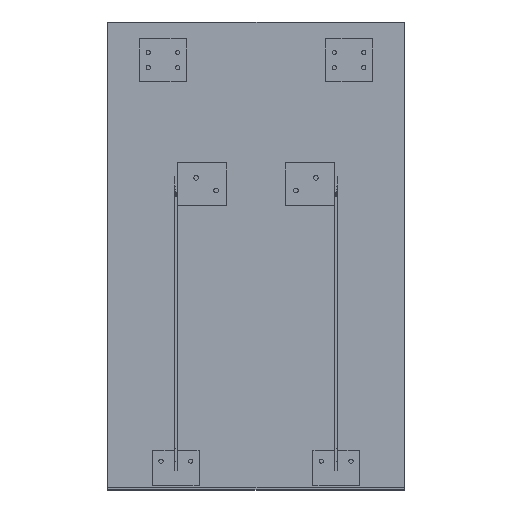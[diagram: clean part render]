
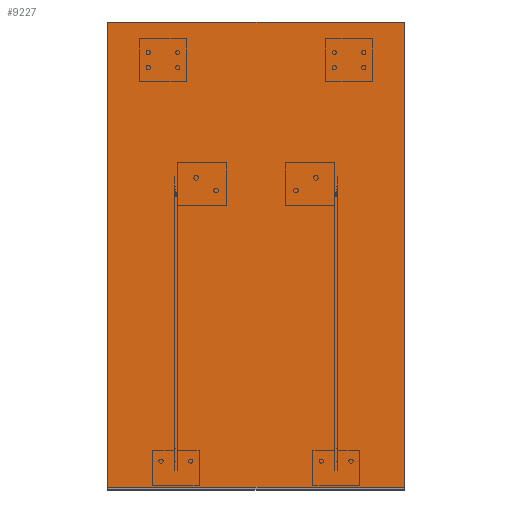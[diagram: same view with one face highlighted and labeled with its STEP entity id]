
A CAD part, top view. The second image highlights one B-rep face of the part: STEP entity #9227.
In plain terms, the highlighted face is planar.
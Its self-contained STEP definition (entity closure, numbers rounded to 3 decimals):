
#1806=FACE_OUTER_BOUND('',#2407,.T.);
#2407=EDGE_LOOP('',(#7947,#7948,#7949,#7950));
#3189=LINE('',#15169,#3952);
#3190=LINE('',#15171,#3953);
#3191=LINE('',#15173,#3954);
#3192=LINE('',#15174,#3955);
#3952=VECTOR('',#12426,10.);
#3953=VECTOR('',#12427,10.);
#3954=VECTOR('',#12428,10.);
#3955=VECTOR('',#12429,10.);
#4707=VERTEX_POINT('',#15167);
#4708=VERTEX_POINT('',#15168);
#4709=VERTEX_POINT('',#15170);
#4710=VERTEX_POINT('',#15172);
#5825=EDGE_CURVE('',#4707,#4708,#3189,.T.);
#5826=EDGE_CURVE('',#4708,#4709,#3190,.T.);
#5827=EDGE_CURVE('',#4709,#4710,#3191,.T.);
#5828=EDGE_CURVE('',#4710,#4707,#3192,.T.);
#7947=ORIENTED_EDGE('',*,*,#5825,.T.);
#7948=ORIENTED_EDGE('',*,*,#5826,.T.);
#7949=ORIENTED_EDGE('',*,*,#5827,.T.);
#7950=ORIENTED_EDGE('',*,*,#5828,.T.);
#8813=PLANE('',#10098);
#9227=ADVANCED_FACE('',(#1806),#8813,.T.);
#10098=AXIS2_PLACEMENT_3D('',#15166,#12424,#12425);
#12424=DIRECTION('center_axis',(0.,0.,-1.));
#12425=DIRECTION('ref_axis',(-1.,0.,0.));
#12426=DIRECTION('',(0.,-1.,0.));
#12427=DIRECTION('',(-1.,0.,0.));
#12428=DIRECTION('',(0.,1.,0.));
#12429=DIRECTION('',(1.,0.,0.));
#15166=CARTESIAN_POINT('Origin',(0.,0.,-2.));
#15167=CARTESIAN_POINT('',(175.,275.,-2.));
#15168=CARTESIAN_POINT('',(175.,-275.,-2.));
#15169=CARTESIAN_POINT('',(175.,-275.,-2.));
#15170=CARTESIAN_POINT('',(-175.,-275.,-2.));
#15171=CARTESIAN_POINT('',(-175.,-275.,-2.));
#15172=CARTESIAN_POINT('',(-175.,275.,-2.));
#15173=CARTESIAN_POINT('',(-175.,275.,-2.));
#15174=CARTESIAN_POINT('',(175.,275.,-2.));
